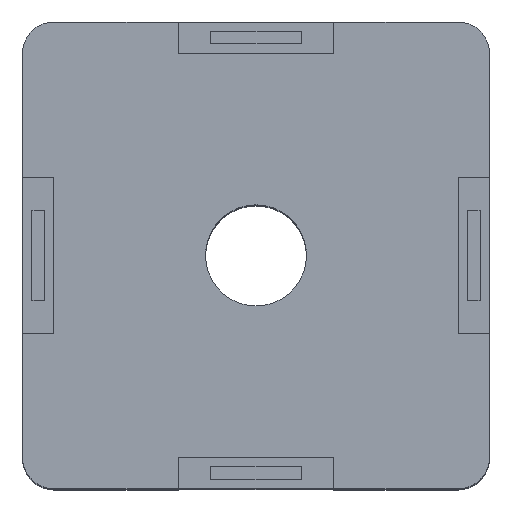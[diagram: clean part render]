
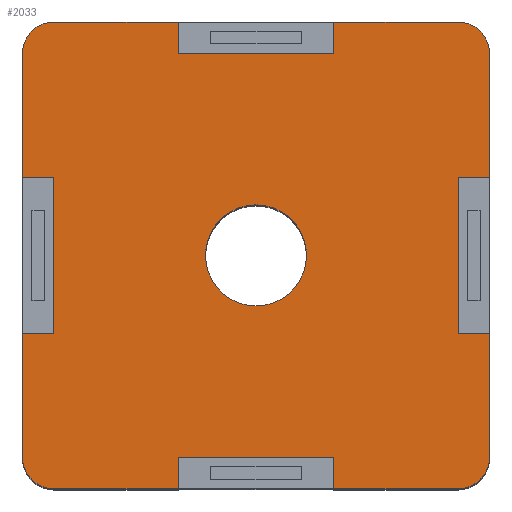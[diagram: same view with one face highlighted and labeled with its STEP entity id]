
A CAD part, top view. The second image highlights one B-rep face of the part: STEP entity #2033.
In plain terms, the highlighted face is planar.
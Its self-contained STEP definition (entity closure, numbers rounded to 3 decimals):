
#64=CIRCLE('',#2167,2.);
#65=CIRCLE('',#2169,2.);
#66=CIRCLE('',#2170,2.);
#67=CIRCLE('',#2171,2.);
#68=CIRCLE('',#2172,3.25);
#173=FACE_BOUND('',#379,.T.);
#256=FACE_OUTER_BOUND('',#378,.T.);
#378=EDGE_LOOP('',(#1547,#1548,#1549,#1550,#1551,#1552,#1553,#1554,#1555,
#1556,#1557,#1558,#1559,#1560,#1561,#1562,#1563,#1564,#1565,#1566,#1567,
#1568,#1569,#1570));
#379=EDGE_LOOP('',(#1571));
#555=LINE('',#3058,#755);
#558=LINE('',#3064,#758);
#562=LINE('',#3071,#762);
#566=LINE('',#3081,#766);
#569=LINE('',#3087,#769);
#572=LINE('',#3093,#772);
#577=LINE('',#3104,#777);
#580=LINE('',#3110,#780);
#584=LINE('',#3117,#784);
#588=LINE('',#3127,#788);
#591=LINE('',#3133,#791);
#594=LINE('',#3139,#794);
#597=LINE('',#3145,#797);
#601=LINE('',#3152,#801);
#602=LINE('',#3155,#802);
#606=LINE('',#3162,#806);
#607=LINE('',#3169,#807);
#608=LINE('',#3171,#808);
#609=LINE('',#3174,#809);
#610=LINE('',#3176,#810);
#755=VECTOR('',#2428,10.);
#758=VECTOR('',#2433,2.);
#762=VECTOR('',#2439,2.);
#766=VECTOR('',#2447,2.);
#769=VECTOR('',#2452,10.);
#772=VECTOR('',#2457,2.);
#777=VECTOR('',#2466,10.);
#780=VECTOR('',#2471,2.);
#784=VECTOR('',#2477,2.);
#788=VECTOR('',#2485,2.);
#791=VECTOR('',#2490,10.);
#794=VECTOR('',#2495,2.);
#797=VECTOR('',#2502,8.);
#801=VECTOR('',#2506,8.);
#802=VECTOR('',#2509,8.);
#806=VECTOR('',#2513,8.);
#807=VECTOR('',#2524,8.);
#808=VECTOR('',#2525,8.);
#809=VECTOR('',#2528,8.);
#810=VECTOR('',#2529,8.);
#939=VERTEX_POINT('',#3055);
#940=VERTEX_POINT('',#3057);
#942=VERTEX_POINT('',#3063);
#944=VERTEX_POINT('',#3069);
#947=VERTEX_POINT('',#3078);
#948=VERTEX_POINT('',#3080);
#950=VERTEX_POINT('',#3086);
#952=VERTEX_POINT('',#3092);
#955=VERTEX_POINT('',#3101);
#956=VERTEX_POINT('',#3103);
#958=VERTEX_POINT('',#3109);
#960=VERTEX_POINT('',#3115);
#963=VERTEX_POINT('',#3124);
#964=VERTEX_POINT('',#3126);
#966=VERTEX_POINT('',#3132);
#968=VERTEX_POINT('',#3138);
#969=VERTEX_POINT('',#3144);
#972=VERTEX_POINT('',#3150);
#973=VERTEX_POINT('',#3154);
#976=VERTEX_POINT('',#3160);
#977=VERTEX_POINT('',#3167);
#978=VERTEX_POINT('',#3170);
#979=VERTEX_POINT('',#3172);
#980=VERTEX_POINT('',#3175);
#981=VERTEX_POINT('',#3178);
#1146=EDGE_CURVE('',#940,#939,#555,.T.);
#1149=EDGE_CURVE('',#942,#940,#558,.T.);
#1153=EDGE_CURVE('',#939,#944,#562,.T.);
#1157=EDGE_CURVE('',#948,#947,#566,.T.);
#1160=EDGE_CURVE('',#950,#948,#569,.T.);
#1163=EDGE_CURVE('',#952,#950,#572,.T.);
#1168=EDGE_CURVE('',#956,#955,#577,.T.);
#1171=EDGE_CURVE('',#958,#956,#580,.T.);
#1175=EDGE_CURVE('',#955,#960,#584,.T.);
#1179=EDGE_CURVE('',#964,#963,#588,.T.);
#1182=EDGE_CURVE('',#966,#964,#591,.T.);
#1185=EDGE_CURVE('',#968,#966,#594,.T.);
#1188=EDGE_CURVE('',#942,#969,#597,.T.);
#1192=EDGE_CURVE('',#972,#944,#601,.T.);
#1193=EDGE_CURVE('',#958,#973,#602,.T.);
#1197=EDGE_CURVE('',#976,#960,#606,.T.);
#1199=EDGE_CURVE('',#973,#972,#64,.T.);
#1200=EDGE_CURVE('',#977,#976,#65,.T.);
#1201=EDGE_CURVE('',#968,#977,#607,.T.);
#1202=EDGE_CURVE('',#978,#963,#608,.T.);
#1203=EDGE_CURVE('',#979,#978,#66,.T.);
#1204=EDGE_CURVE('',#952,#979,#609,.T.);
#1205=EDGE_CURVE('',#980,#947,#610,.T.);
#1206=EDGE_CURVE('',#969,#980,#67,.T.);
#1207=EDGE_CURVE('',#981,#981,#68,.T.);
#1547=ORIENTED_EDGE('',*,*,#1153,.T.);
#1548=ORIENTED_EDGE('',*,*,#1192,.F.);
#1549=ORIENTED_EDGE('',*,*,#1199,.F.);
#1550=ORIENTED_EDGE('',*,*,#1193,.F.);
#1551=ORIENTED_EDGE('',*,*,#1171,.T.);
#1552=ORIENTED_EDGE('',*,*,#1168,.T.);
#1553=ORIENTED_EDGE('',*,*,#1175,.T.);
#1554=ORIENTED_EDGE('',*,*,#1197,.F.);
#1555=ORIENTED_EDGE('',*,*,#1200,.F.);
#1556=ORIENTED_EDGE('',*,*,#1201,.F.);
#1557=ORIENTED_EDGE('',*,*,#1185,.T.);
#1558=ORIENTED_EDGE('',*,*,#1182,.T.);
#1559=ORIENTED_EDGE('',*,*,#1179,.T.);
#1560=ORIENTED_EDGE('',*,*,#1202,.F.);
#1561=ORIENTED_EDGE('',*,*,#1203,.F.);
#1562=ORIENTED_EDGE('',*,*,#1204,.F.);
#1563=ORIENTED_EDGE('',*,*,#1163,.T.);
#1564=ORIENTED_EDGE('',*,*,#1160,.T.);
#1565=ORIENTED_EDGE('',*,*,#1157,.T.);
#1566=ORIENTED_EDGE('',*,*,#1205,.F.);
#1567=ORIENTED_EDGE('',*,*,#1206,.F.);
#1568=ORIENTED_EDGE('',*,*,#1188,.F.);
#1569=ORIENTED_EDGE('',*,*,#1149,.T.);
#1570=ORIENTED_EDGE('',*,*,#1146,.T.);
#1571=ORIENTED_EDGE('',*,*,#1207,.T.);
#1947=PLANE('',#2168);
#2033=ADVANCED_FACE('',(#256,#173),#1947,.F.);
#2167=AXIS2_PLACEMENT_3D('',#3165,#2518,#2519);
#2168=AXIS2_PLACEMENT_3D('',#3166,#2520,#2521);
#2169=AXIS2_PLACEMENT_3D('',#3168,#2522,#2523);
#2170=AXIS2_PLACEMENT_3D('',#3173,#2526,#2527);
#2171=AXIS2_PLACEMENT_3D('',#3177,#2530,#2531);
#2172=AXIS2_PLACEMENT_3D('',#3179,#2532,#2533);
#2428=DIRECTION('',(0.,1.,0.));
#2433=DIRECTION('',(1.,0.,0.));
#2439=DIRECTION('',(-1.,0.,0.));
#2447=DIRECTION('',(0.,-1.,0.));
#2452=DIRECTION('',(-1.,0.,0.));
#2457=DIRECTION('',(0.,1.,0.));
#2466=DIRECTION('',(1.,0.,0.));
#2471=DIRECTION('',(0.,-1.,0.));
#2477=DIRECTION('',(0.,1.,0.));
#2485=DIRECTION('',(1.,0.,0.));
#2490=DIRECTION('',(0.,-1.,0.));
#2495=DIRECTION('',(-1.,0.,0.));
#2502=DIRECTION('',(0.,-1.,0.));
#2506=DIRECTION('',(0.,-1.,0.));
#2509=DIRECTION('',(-1.,0.,0.));
#2513=DIRECTION('',(-1.,0.,0.));
#2518=DIRECTION('center_axis',(0.,0.,1.));
#2519=DIRECTION('ref_axis',(-0.707,0.707,0.));
#2520=DIRECTION('center_axis',(0.,0.,1.));
#2521=DIRECTION('ref_axis',(1.,0.,0.));
#2522=DIRECTION('center_axis',(0.,0.,1.));
#2523=DIRECTION('ref_axis',(0.707,0.707,0.));
#2524=DIRECTION('',(0.,1.,0.));
#2525=DIRECTION('',(0.,1.,0.));
#2526=DIRECTION('center_axis',(0.,0.,1.));
#2527=DIRECTION('ref_axis',(0.707,-0.707,0.));
#2528=DIRECTION('',(1.,0.,0.));
#2529=DIRECTION('',(1.,0.,0.));
#2530=DIRECTION('center_axis',(0.,0.,1.));
#2531=DIRECTION('ref_axis',(-0.707,-0.707,0.));
#2532=DIRECTION('center_axis',(0.,0.,1.));
#2533=DIRECTION('ref_axis',(-1.,0.,0.));
#3055=CARTESIAN_POINT('',(-13.,5.,0.));
#3057=CARTESIAN_POINT('',(-13.,-5.,0.));
#3058=CARTESIAN_POINT('',(-13.,2.5,0.));
#3063=CARTESIAN_POINT('',(-15.,-5.,0.));
#3064=CARTESIAN_POINT('',(-6.5,-5.,0.));
#3069=CARTESIAN_POINT('',(-15.,5.,0.));
#3071=CARTESIAN_POINT('',(-7.5,5.,0.));
#3078=CARTESIAN_POINT('',(-5.,-15.,0.));
#3080=CARTESIAN_POINT('',(-5.,-13.,0.));
#3081=CARTESIAN_POINT('',(-5.,-7.5,0.));
#3086=CARTESIAN_POINT('',(5.,-13.,0.));
#3087=CARTESIAN_POINT('',(-2.5,-13.,0.));
#3092=CARTESIAN_POINT('',(5.,-15.,0.));
#3093=CARTESIAN_POINT('',(5.,-6.5,0.));
#3101=CARTESIAN_POINT('',(5.,13.,0.));
#3103=CARTESIAN_POINT('',(-5.,13.,0.));
#3104=CARTESIAN_POINT('',(2.5,13.,0.));
#3109=CARTESIAN_POINT('',(-5.,15.,0.));
#3110=CARTESIAN_POINT('',(-5.,6.5,0.));
#3115=CARTESIAN_POINT('',(5.,15.,0.));
#3117=CARTESIAN_POINT('',(5.,7.5,0.));
#3124=CARTESIAN_POINT('',(15.,-5.,0.));
#3126=CARTESIAN_POINT('',(13.,-5.,0.));
#3127=CARTESIAN_POINT('',(7.5,-5.,0.));
#3132=CARTESIAN_POINT('',(13.,5.,0.));
#3133=CARTESIAN_POINT('',(13.,-2.5,0.));
#3138=CARTESIAN_POINT('',(15.,5.,0.));
#3139=CARTESIAN_POINT('',(6.5,5.,0.));
#3144=CARTESIAN_POINT('',(-15.,-13.,0.));
#3145=CARTESIAN_POINT('',(-15.,15.,0.));
#3150=CARTESIAN_POINT('',(-15.,13.,0.));
#3152=CARTESIAN_POINT('',(-15.,15.,0.));
#3154=CARTESIAN_POINT('',(-13.,15.,0.));
#3155=CARTESIAN_POINT('',(15.,15.,0.));
#3160=CARTESIAN_POINT('',(13.,15.,0.));
#3162=CARTESIAN_POINT('',(15.,15.,0.));
#3165=CARTESIAN_POINT('Origin',(-13.,13.,0.));
#3166=CARTESIAN_POINT('Origin',(0.,0.,
0.));
#3167=CARTESIAN_POINT('',(15.,13.,0.));
#3168=CARTESIAN_POINT('Origin',(13.,13.,0.));
#3169=CARTESIAN_POINT('',(15.,-15.,0.));
#3170=CARTESIAN_POINT('',(15.,-13.,0.));
#3171=CARTESIAN_POINT('',(15.,-15.,0.));
#3172=CARTESIAN_POINT('',(13.,-15.,0.));
#3173=CARTESIAN_POINT('Origin',(13.,-13.,0.));
#3174=CARTESIAN_POINT('',(-15.,-15.,0.));
#3175=CARTESIAN_POINT('',(-13.,-15.,0.));
#3176=CARTESIAN_POINT('',(-15.,-15.,0.));
#3177=CARTESIAN_POINT('Origin',(-13.,-13.,0.));
#3178=CARTESIAN_POINT('',(3.25,0.,0.));
#3179=CARTESIAN_POINT('Origin',(0.,0.,0.));
